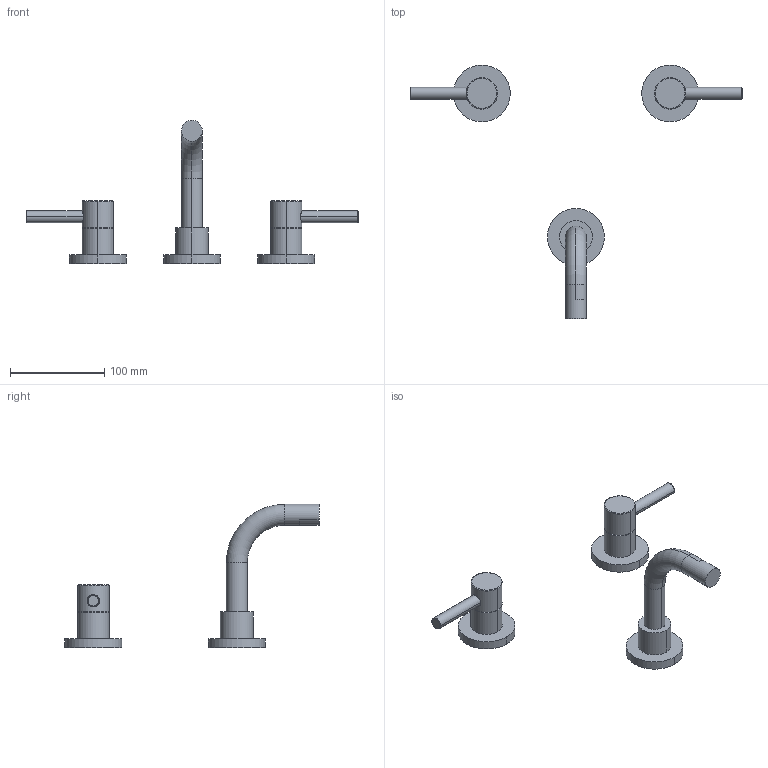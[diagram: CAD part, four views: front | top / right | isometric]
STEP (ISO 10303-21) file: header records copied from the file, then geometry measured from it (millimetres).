
FILE_DESCRIPTION((''),'2;1');
FILE_NAME('3-1505_SW0001','2020-12-02T15:22:29',('rsmith'),(''),'CREO PARAMETRIC BY PTC INC, 2018400','CREO PARAMETRIC BY PTC INC, 2018400','');
FILE_SCHEMA(('AUTOMOTIVE_DESIGN { 1 0 10303 214 1 1 1 1 }'));
Length unit declared in the file: inch
Products named in the file (1): 3-1505_SW0001
Bounding box: 352.74 x 269.94 x 152.34 mm (x, y, z)
Volume: 288426.7 mm3; surface area: 57991.5 mm2
Topology: 3 solids, 3 shells, 60 faces, 118 edges, 76 vertices
Faces by surface type: cylinder 32, plane 18, torus 10
Entity records: 2571 total; most frequent: CARTESIAN_POINT 382, DIRECTION 314, ORIENTED_EDGE 236, PRESENTATION_STYLE_ASSIGNMENT 161, COLOUR_RGB 147, AXIS2_PLACEMENT_3D 140, STYLED_ITEM 121, CURVE_STYLE 118
